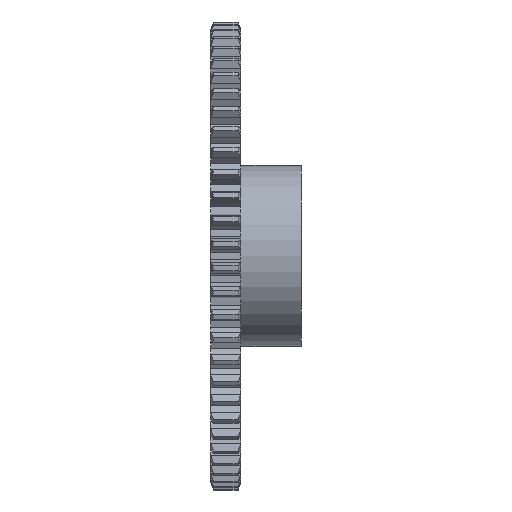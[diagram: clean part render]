
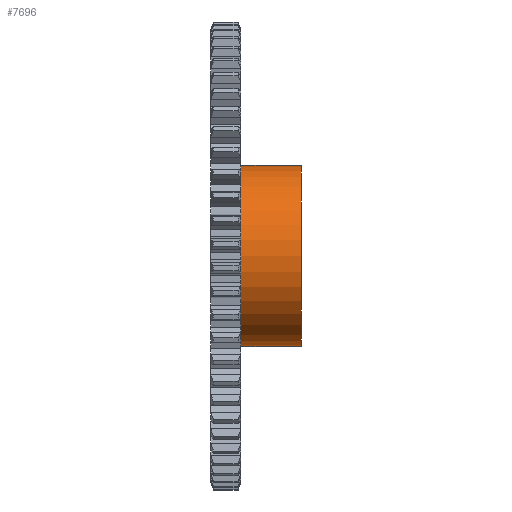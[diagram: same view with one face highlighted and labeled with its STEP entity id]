
A CAD part, front view. The second image highlights one B-rep face of the part: STEP entity #7696.
In plain terms, the highlighted cylindrical face has radius 6 mm (diameter 12 mm), a full revolution.
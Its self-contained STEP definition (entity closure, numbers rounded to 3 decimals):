
#631=FACE_OUTER_BOUND('',#1119,.T.);
#1119=EDGE_LOOP('',(#5153,#5154,#5155,#5156));
#1616=LINE('',#11410,#2221);
#2221=VECTOR('',#9092,6.);
#2830=CIRCLE('',#8213,6.);
#2831=CIRCLE('',#8214,6.);
#3200=VERTEX_POINT('',#11407);
#3201=VERTEX_POINT('',#11409);
#3934=EDGE_CURVE('',#3200,#3200,#2830,.T.);
#3935=EDGE_CURVE('',#3200,#3201,#1616,.T.);
#3936=EDGE_CURVE('',#3201,#3201,#2831,.T.);
#5153=ORIENTED_EDGE('',*,*,#3934,.T.);
#5154=ORIENTED_EDGE('',*,*,#3935,.T.);
#5155=ORIENTED_EDGE('',*,*,#3936,.F.);
#5156=ORIENTED_EDGE('',*,*,#3935,.F.);
#7571=CYLINDRICAL_SURFACE('',#8212,6.);
#7696=ADVANCED_FACE('',(#631),#7571,.T.);
#8212=AXIS2_PLACEMENT_3D('',#11406,#9088,#9089);
#8213=AXIS2_PLACEMENT_3D('',#11408,#9090,#9091);
#8214=AXIS2_PLACEMENT_3D('',#11411,#9093,#9094);
#9088=DIRECTION('center_axis',(1.,0.,0.));
#9089=DIRECTION('ref_axis',(0.,1.,0.));
#9090=DIRECTION('center_axis',(-1.,0.,0.));
#9091=DIRECTION('ref_axis',(0.,1.,0.));
#9092=DIRECTION('',(-1.,0.,0.));
#9093=DIRECTION('center_axis',(-1.,0.,0.));
#9094=DIRECTION('ref_axis',(0.,1.,0.));
#11406=CARTESIAN_POINT('Origin',(4.,0.,0.));
#11407=CARTESIAN_POINT('',(6.,-6.,0.));
#11408=CARTESIAN_POINT('Origin',(6.,0.,0.));
#11409=CARTESIAN_POINT('',(2.,-6.,0.));
#11410=CARTESIAN_POINT('',(4.,-6.,0.));
#11411=CARTESIAN_POINT('Origin',(2.,0.,0.));
